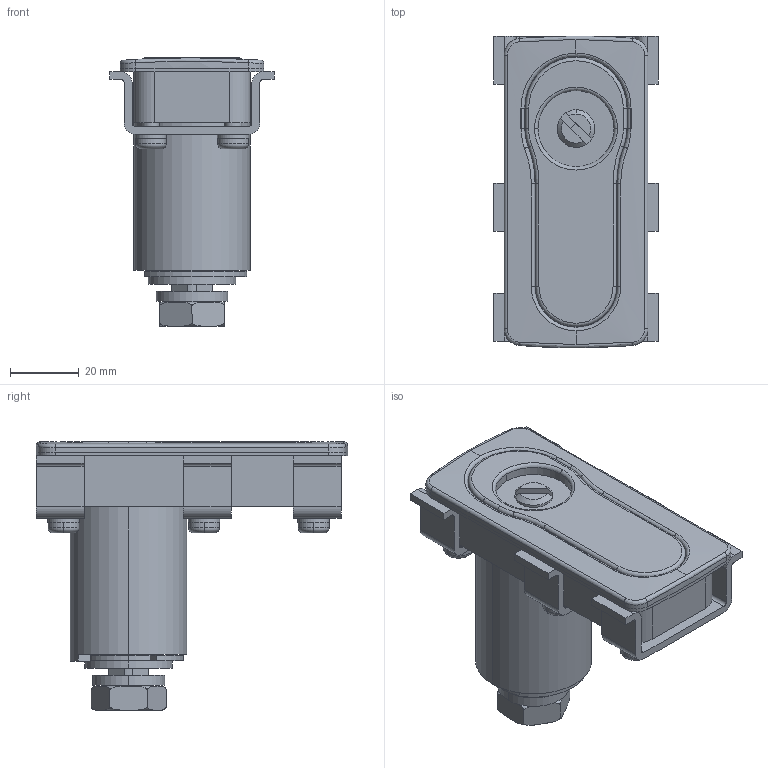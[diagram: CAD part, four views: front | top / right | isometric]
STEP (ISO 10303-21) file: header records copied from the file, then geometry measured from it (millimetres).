
FILE_DESCRIPTION (( 'STEP AP203' ), '1' );
FILE_NAME ('A-421.STEP', '2010-12-16T05:51:02', ( ' ' ), ( ' ' ), 'SwSTEP 2.0', 'SolidWorks 2007', '' );
FILE_SCHEMA (( 'CONFIG_CONTROL_DESIGN' ));
Length unit declared in the file: millimetre
Products named in the file (12): A-421; A-421僇儉__棉太倌; A-421偹偠__棉太倌; A-421儚僢僔儍乕__棉太倌; A-421僴僂僕儞僌__棉太倌; A-421撪摏__棉太倌; A-421僴儞僪儖__棉太倌; A-421僷僢僉儞__棉太倌; A-421スプリングワッシャー__ﾃﾞﾌｫﾙﾄ; A-421僫僢僩__棉太倌; A-421取付け金具__ﾃﾞﾌｫﾙﾄ; スプリングワッシャーM5_JIS B 1251 No.2 5
Assembly tree (23 placements, depth 2):
  A-421
    A-421僇儉__棉太倌
    A-421偹偠__棉太倌  x6
    A-421取付け金具__ﾃﾞﾌｫﾙﾄ  x3
    スプリングワッシャーM5_JIS B 1251 No.2 5  x6
    A-421僫僢僩__棉太倌
    A-421撪摏__棉太倌
    A-421僷僢僉儞__棉太倌
    A-421僴僂僕儞僌__棉太倌
    A-421儚僢僔儍乕__棉太倌
    A-421スプリングワッシャー__ﾃﾞﾌｫﾙﾄ
    A-421僴儞僪儖__棉太倌
Bounding box: 48 x 90.99 x 78.3 mm (x, y, z)
Volume: 105166.7 mm3; surface area: 57317.6 mm2
Topology: 23 solids, 23 shells, 529 faces, 1293 edges, 819 vertices
Faces by surface type: plane 239, cylinder 211, torus 46, bspline 18, cone 15
Entity records: 11914 total; most frequent: CARTESIAN_POINT 3075, DIRECTION 1600, ORIENTED_EDGE 1458, EDGE_CURVE 729, AXIS2_PLACEMENT_3D 628, VERTEX_POINT 457, VECTOR 344, LINE 344
